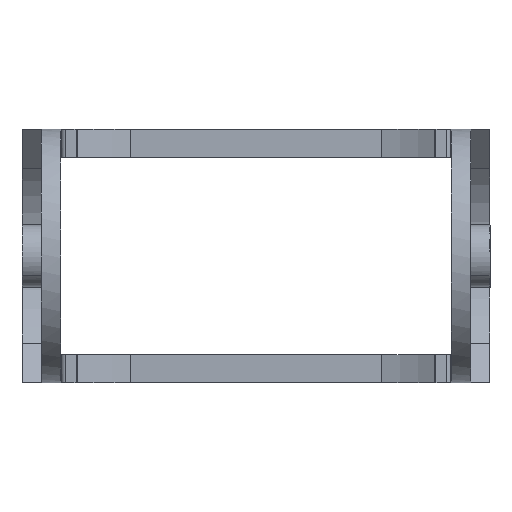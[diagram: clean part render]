
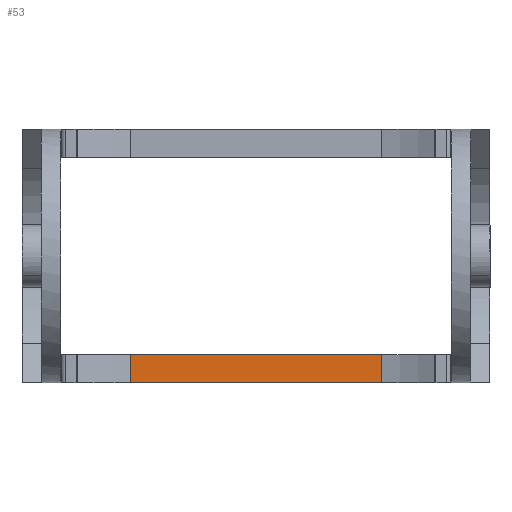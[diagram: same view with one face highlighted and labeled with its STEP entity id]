
A CAD part, left-side view. The second image highlights one B-rep face of the part: STEP entity #53.
In plain terms, the highlighted free-form (B-spline) face has degree [1, 1] with [2, 2] control points.
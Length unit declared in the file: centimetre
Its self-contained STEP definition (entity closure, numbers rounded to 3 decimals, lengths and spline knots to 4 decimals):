
#53=ADVANCED_FACE('',(#203),#5157,.T.);
#203=FACE_OUTER_BOUND('',#354,.T.);
#354=EDGE_LOOP('',(#558,#559,#560,#561));
#558=ORIENTED_EDGE('',*,*,#3654,.T.);
#559=ORIENTED_EDGE('',*,*,#3655,.T.);
#560=ORIENTED_EDGE('',*,*,#3656,.T.);
#561=ORIENTED_EDGE('',*,*,#3657,.T.);
#1294=(
BOUNDED_CURVE()
B_SPLINE_CURVE(1,(#5664,#5665),.UNSPECIFIED.,.F.,.F.)
B_SPLINE_CURVE_WITH_KNOTS((2,2),(0.,0.72),.UNSPECIFIED.)
CURVE()
GEOMETRIC_REPRESENTATION_ITEM()
RATIONAL_B_SPLINE_CURVE((1.,1.))
REPRESENTATION_ITEM('')
);
#1295=(
BOUNDED_CURVE()
B_SPLINE_CURVE(1,(#5666,#5667),.UNSPECIFIED.,.F.,.F.)
B_SPLINE_CURVE_WITH_KNOTS((2,2),(0.,0.72),.UNSPECIFIED.)
CURVE()
GEOMETRIC_REPRESENTATION_ITEM()
RATIONAL_B_SPLINE_CURVE((1.,1.))
REPRESENTATION_ITEM('')
);
#1709=PCURVE('',#5157,#2493);
#1710=PCURVE('',#5157,#2494);
#1711=PCURVE('',#5157,#2495);
#1712=PCURVE('',#5157,#2496);
#1725=PCURVE('',#5083,#2509);
#1729=PCURVE('',#5084,#2513);
#1802=PCURVE('',#5161,#2586);
#1830=PCURVE('',#5163,#2614);
#2493=DEFINITIONAL_REPRESENTATION('',(#4095),#9165);
#2494=DEFINITIONAL_REPRESENTATION('',(#1295),#9165);
#2495=DEFINITIONAL_REPRESENTATION('',(#4097),#9165);
#2496=DEFINITIONAL_REPRESENTATION('',(#4099),#9165);
#2509=DEFINITIONAL_REPRESENTATION('',(#4112),#9165);
#2513=DEFINITIONAL_REPRESENTATION('',(#4116),#9165);
#2586=DEFINITIONAL_REPRESENTATION('',(#4187),#9165);
#2614=DEFINITIONAL_REPRESENTATION('',(#4202),#9165);
#3262=SURFACE_CURVE('',#4094,(#1709,#1802),.PCURVE_S1.);
#3263=SURFACE_CURVE('',#1294,(#1710,#1725),.PCURVE_S1.);
#3264=SURFACE_CURVE('',#4096,(#1711,#1830),.PCURVE_S1.);
#3265=SURFACE_CURVE('',#4098,(#1712,#1729),.PCURVE_S1.);
#3654=EDGE_CURVE('',#4864,#4854,#3262,.T.);
#3655=EDGE_CURVE('',#4854,#4855,#3263,.T.);
#3656=EDGE_CURVE('',#4855,#4865,#3264,.T.);
#3657=EDGE_CURVE('',#4865,#4864,#3265,.T.);
#4094=B_SPLINE_CURVE_WITH_KNOTS('',1,(#5660,#5661),.UNSPECIFIED.,.F.,.F.,
(2,2),(1.3238,6.114),.UNSPECIFIED.);
#4095=B_SPLINE_CURVE_WITH_KNOTS('',1,(#5662,#5663),.UNSPECIFIED.,.F.,.F.,
(2,2),(1.3238,6.114),.UNSPECIFIED.);
#4096=B_SPLINE_CURVE_WITH_KNOTS('',1,(#5668,#5669),.UNSPECIFIED.,.F.,.F.,
(2,2),(-6.114,-1.3238),.UNSPECIFIED.);
#4097=B_SPLINE_CURVE_WITH_KNOTS('',1,(#5670,#5671),.UNSPECIFIED.,.F.,.F.,
(2,2),(-6.114,-1.3238),.UNSPECIFIED.);
#4098=B_SPLINE_CURVE_WITH_KNOTS('',1,(#5672,#5673),.UNSPECIFIED.,.F.,.F.,
(2,2),(-0.72,0.),.UNSPECIFIED.);
#4099=B_SPLINE_CURVE_WITH_KNOTS('',1,(#5674,#5675),.UNSPECIFIED.,.F.,.F.,
(2,2),(-0.72,0.),.UNSPECIFIED.);
#4112=B_SPLINE_CURVE_WITH_KNOTS('',1,(#5726,#5727),.UNSPECIFIED.,.F.,.F.,
(2,2),(0.,0.72),.UNSPECIFIED.);
#4116=B_SPLINE_CURVE_WITH_KNOTS('',3,(#5740,#5741,#5742,#5743),
 .UNSPECIFIED.,.F.,.F.,(4,4),(-0.72,0.),.UNSPECIFIED.);
#4187=B_SPLINE_CURVE_WITH_KNOTS('',1,(#6038,#6039),.UNSPECIFIED.,.F.,.F.,
(2,2),(1.3238,6.114),.UNSPECIFIED.);
#4202=B_SPLINE_CURVE_WITH_KNOTS('',1,(#6130,#6131),.UNSPECIFIED.,.F.,.F.,
(2,2),(-6.114,-1.3238),.UNSPECIFIED.);
#4854=VERTEX_POINT('',#5456);
#4855=VERTEX_POINT('',#5457);
#4864=VERTEX_POINT('',#5466);
#4865=VERTEX_POINT('',#5467);
#5083=(
BOUNDED_SURFACE()
B_SPLINE_SURFACE(2,1,((#5322,#5323),(#5324,#5325),(#5326,#5327)),
 .UNSPECIFIED.,.F.,.F.,.F.)
B_SPLINE_SURFACE_WITH_KNOTS((3,3),(2,2),(-6.6379,-5.1605),
(0.,0.72),.UNSPECIFIED.)
GEOMETRIC_REPRESENTATION_ITEM()
RATIONAL_B_SPLINE_SURFACE(((1.,1.),(0.986,0.986),
(1.,1.)))
REPRESENTATION_ITEM('')
SURFACE()
);
#5084=(
BOUNDED_SURFACE()
B_SPLINE_SURFACE(2,1,((#5328,#5329),(#5330,#5331),(#5332,#5333)),
 .UNSPECIFIED.,.F.,.F.,.F.)
B_SPLINE_SURFACE_WITH_KNOTS((3,3),(2,2),(5.1605,6.6379),
(0.,0.72),.UNSPECIFIED.)
GEOMETRIC_REPRESENTATION_ITEM()
RATIONAL_B_SPLINE_SURFACE(((1.,1.),(0.986,0.986),
(1.,1.)))
REPRESENTATION_ITEM('')
SURFACE()
);
#5157=B_SPLINE_SURFACE_WITH_KNOTS('',1,1,((#5300,#5301),(#5302,#5303)),
 .UNSPECIFIED.,.F.,.F.,.F.,(2,2),(2,2),(-1.9695,4.4695),
(-0.36,0.36),.UNSPECIFIED.);
#5161=B_SPLINE_SURFACE_WITH_KNOTS('',1,1,((#5412,#5413),(#5414,#5415)),
 .UNSPECIFIED.,.F.,.F.,.F.,(2,2),(2,2),(-1.6445,1.6445),
(-6.2489,3.7489),.UNSPECIFIED.);
#5163=B_SPLINE_SURFACE_WITH_KNOTS('',1,1,((#5420,#5421),(#5422,#5423)),
 .UNSPECIFIED.,.F.,.F.,.F.,(2,2),(2,2),(-1.6445,1.6445),
(-6.2489,3.7489),.UNSPECIFIED.);
#5300=CARTESIAN_POINT('',(-1.105,-3.2195,-2.53));
#5301=CARTESIAN_POINT('',(-1.105,-3.2195,-3.25));
#5302=CARTESIAN_POINT('',(-1.105,3.2195,-2.53));
#5303=CARTESIAN_POINT('',(-1.105,3.2195,-3.25));
#5322=CARTESIAN_POINT('',(-1.1047,3.2182,-2.53));
#5323=CARTESIAN_POINT('',(-1.1047,3.2182,-3.25));
#5324=CARTESIAN_POINT('',(-1.2564,3.9482,-2.53));
#5325=CARTESIAN_POINT('',(-1.2564,3.9482,-3.25));
#5326=CARTESIAN_POINT('',(-1.6375,4.5891,-2.53));
#5327=CARTESIAN_POINT('',(-1.6375,4.5891,-3.25));
#5328=CARTESIAN_POINT('',(-1.6375,-4.5891,-2.53));
#5329=CARTESIAN_POINT('',(-1.6375,-4.5891,-3.25));
#5330=CARTESIAN_POINT('',(-1.2564,-3.9482,-2.53));
#5331=CARTESIAN_POINT('',(-1.2564,-3.9482,-3.25));
#5332=CARTESIAN_POINT('',(-1.1047,-3.2182,-2.53));
#5333=CARTESIAN_POINT('',(-1.1047,-3.2182,-3.25));
#5412=CARTESIAN_POINT('',(1.6445,4.9989,-2.53));
#5413=CARTESIAN_POINT('',(1.6445,-4.9989,-2.53));
#5414=CARTESIAN_POINT('',(-1.6445,4.9989,-2.53));
#5415=CARTESIAN_POINT('',(-1.6445,-4.9989,-2.53));
#5420=CARTESIAN_POINT('',(-1.6445,4.9989,-3.25));
#5421=CARTESIAN_POINT('',(-1.6445,-4.9989,-3.25));
#5422=CARTESIAN_POINT('',(1.6445,4.9989,-3.25));
#5423=CARTESIAN_POINT('',(1.6445,-4.9989,-3.25));
#5456=CARTESIAN_POINT('',(-1.105,3.2195,-2.53));
#5457=CARTESIAN_POINT('',(-1.105,3.2195,-3.25));
#5466=CARTESIAN_POINT('',(-1.105,-3.2195,-2.53));
#5467=CARTESIAN_POINT('',(-1.105,-3.2195,-3.25));
#5660=CARTESIAN_POINT('',(-1.105,-3.2195,-2.53));
#5661=CARTESIAN_POINT('',(-1.105,3.2195,-2.53));
#5662=CARTESIAN_POINT('',(-1.97,-0.36));
#5663=CARTESIAN_POINT('',(4.47,-0.36));
#5664=CARTESIAN_POINT('',(-1.105,3.2195,-2.53));
#5665=CARTESIAN_POINT('',(-1.105,3.2195,-3.25));
#5666=CARTESIAN_POINT('',(4.47,-0.36));
#5667=CARTESIAN_POINT('',(4.47,0.36));
#5668=CARTESIAN_POINT('',(-1.105,3.2195,-3.25));
#5669=CARTESIAN_POINT('',(-1.105,-3.2195,-3.25));
#5670=CARTESIAN_POINT('',(4.47,0.36));
#5671=CARTESIAN_POINT('',(-1.97,0.36));
#5672=CARTESIAN_POINT('',(-1.105,-3.2195,-3.25));
#5673=CARTESIAN_POINT('',(-1.105,-3.2195,-2.53));
#5674=CARTESIAN_POINT('',(-1.97,0.36));
#5675=CARTESIAN_POINT('',(-1.97,-0.36));
#5726=CARTESIAN_POINT('',(-6.637,0.));
#5727=CARTESIAN_POINT('',(-6.637,0.72));
#5740=CARTESIAN_POINT('',(6.637,0.72));
#5741=CARTESIAN_POINT('',(6.637,0.48));
#5742=CARTESIAN_POINT('',(6.637,0.24));
#5743=CARTESIAN_POINT('',(6.637,0.));
#6038=CARTESIAN_POINT('',(1.105,1.97));
#6039=CARTESIAN_POINT('',(1.105,-4.47));
#6130=CARTESIAN_POINT('',(-1.105,-4.47));
#6131=CARTESIAN_POINT('',(-1.105,1.97));
#9165=(
GEOMETRIC_REPRESENTATION_CONTEXT(2)
PARAMETRIC_REPRESENTATION_CONTEXT()
REPRESENTATION_CONTEXT('pspace','')
);
